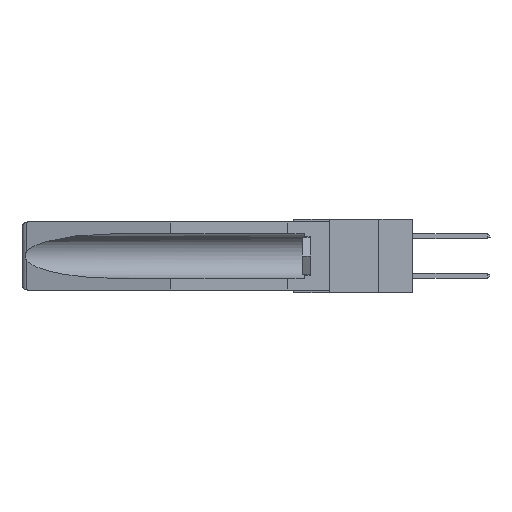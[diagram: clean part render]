
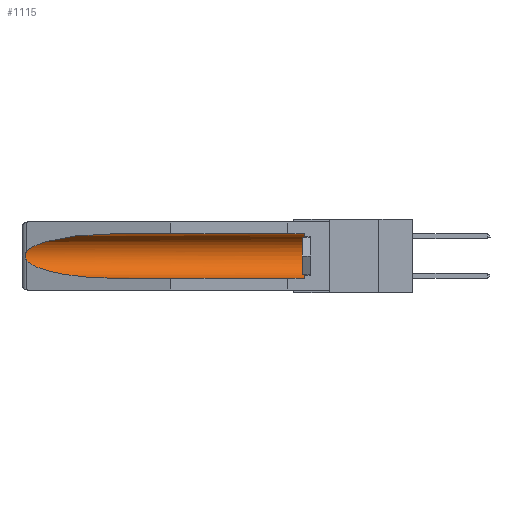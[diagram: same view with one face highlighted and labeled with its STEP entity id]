
A CAD part, left-side view. The second image highlights one B-rep face of the part: STEP entity #1115.
In plain terms, the highlighted cylindrical face has radius 2.857 mm (diameter 5.715 mm), a partial arc.
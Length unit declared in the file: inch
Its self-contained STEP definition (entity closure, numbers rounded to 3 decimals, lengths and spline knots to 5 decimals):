
#152 = EDGE_CURVE ( 'NONE', #10843, #5706, #1960, .T. ) ;
#347 = AXIS2_PLACEMENT_3D ( 'NONE', #4523, #15884, #6149 ) ;
#853 = CARTESIAN_POINT ( 'NONE',  ( 0.26654, 1.53092, -0.15636 ) ) ;
#855 = CARTESIAN_POINT ( 'NONE',  ( 0.155, 1.07973, -0.284 ) ) ;
#1047 = EDGE_CURVE ( 'NONE', #16469, #19515, #11710, .T. ) ;
#1115 = ADVANCED_FACE ( 'NONE', ( #20092 ), #15524, .F. ) ;
#1947 = CARTESIAN_POINT ( 'NONE',  ( 0.26537, 1.52718, -0.14972 ) ) ;
#1960 =( BOUNDED_CURVE ( )  B_SPLINE_CURVE ( 3, ( #6667, #11910, #10263, #8569 ),
 .UNSPECIFIED., .F., .F. ) 
 B_SPLINE_CURVE_WITH_KNOTS ( ( 4, 4 ),
 ( 0.1948, 1.5708 ),
 .UNSPECIFIED. ) 
 CURVE ( )  GEOMETRIC_REPRESENTATION_ITEM ( )  RATIONAL_B_SPLINE_CURVE ( ( 1., 0.848, 0.848, 1. ) ) 
 REPRESENTATION_ITEM ( '' )  );
#1999 = EDGE_CURVE ( 'NONE', #6716, #5706, #17759, .T. ) ;
#2023 = VERTEX_POINT ( 'NONE', #1947 ) ;
#2107 = DIRECTION ( 'NONE',  ( 0., -1., 0. ) ) ;
#2534 = CARTESIAN_POINT ( 'NONE',  ( 0.155, 1.07973, -0.059 ) ) ;
#2540 = EDGE_CURVE ( 'NONE', #2023, #10843, #11697, .T. ) ;
#2610 = CARTESIAN_POINT ( 'NONE',  ( 0.25451, 1.48313, -0.09465 ) ) ;
#2730 = CARTESIAN_POINT ( 'NONE',  ( 0.26597, 1.5296, -0.19026 ) ) ;
#4271 = EDGE_CURVE ( 'NONE', #6716, #16469, #8669, .T. ) ;
#4523 = CARTESIAN_POINT ( 'NONE',  ( 0.155, -0.30754, -0.1715 ) ) ;
#5282 = DIRECTION ( 'NONE',  ( 0., 0., 1. ) ) ;
#5569 = CARTESIAN_POINT ( 'NONE',  ( 0.155, 0.126, -0.284 ) ) ;
#5591 = VECTOR ( 'NONE', #19378, 39.37008 ) ;
#5659 = CARTESIAN_POINT ( 'NONE',  ( 0.26537, 1.52718, -0.14972 ) ) ;
#5706 = VERTEX_POINT ( 'NONE', #855 ) ;
#5724 = CARTESIAN_POINT ( 'NONE',  ( 0.26597, 1.52961, -0.15275 ) ) ;
#6149 = DIRECTION ( 'NONE',  ( 0., 0., 1. ) ) ;
#6187 = EDGE_LOOP ( 'NONE', ( #11205, #20700, #14360, #19292, #15061, #7943 ) ) ;
#6283 = CARTESIAN_POINT ( 'NONE',  ( 0.155, -0.30754, -0.059 ) ) ;
#6667 = CARTESIAN_POINT ( 'NONE',  ( 0.26537, 1.52718, -0.19328 ) ) ;
#6716 = VERTEX_POINT ( 'NONE', #5569 ) ;
#7024 = CARTESIAN_POINT ( 'NONE',  ( 0.155, 0.126, -0.059 ) ) ;
#7052 = CARTESIAN_POINT ( 'NONE',  ( 0.2675, 1.53308, -0.16763 ) ) ;
#7943 = ORIENTED_EDGE ( 'NONE', *, *, #1047, .T. ) ;
#8163 = VECTOR ( 'NONE', #9482, 39.37008 ) ;
#8569 = CARTESIAN_POINT ( 'NONE',  ( 0.155, 1.07973, -0.284 ) ) ;
#8669 = CIRCLE ( 'NONE', #14192, 0.1125 ) ;
#9482 = DIRECTION ( 'NONE',  ( 0., 1., 0. ) ) ;
#10263 = CARTESIAN_POINT ( 'NONE',  ( 0.21114, 1.30732, -0.284 ) ) ;
#10653 = CARTESIAN_POINT ( 'NONE',  ( 0.21114, 1.30732, -0.059 ) ) ;
#10843 = VERTEX_POINT ( 'NONE', #11200 ) ;
#11200 = CARTESIAN_POINT ( 'NONE',  ( 0.26537, 1.52718, -0.19328 ) ) ;
#11205 = ORIENTED_EDGE ( 'NONE', *, *, #14953, .T. ) ;
#11576 = CARTESIAN_POINT ( 'NONE',  ( 0.155, -0.30754, -0.284 ) ) ;
#11697 = B_SPLINE_CURVE_WITH_KNOTS ( 'NONE', 3,
 ( #5659, #5724, #853, #16800, #7052, #15359, #12561, #19012, #2730, #14106 ),
 .UNSPECIFIED., .F., .F.,
 ( 4, 2, 2, 2, 4 ),
 ( 0., 0.00029, 0.00058, 0.00087, 0.00117 ),
 .UNSPECIFIED. ) ;
#11710 = LINE ( 'NONE', #6283, #8163 ) ;
#11910 = CARTESIAN_POINT ( 'NONE',  ( 0.25451, 1.48313, -0.24835 ) ) ;
#12561 = CARTESIAN_POINT ( 'NONE',  ( 0.2673, 1.53269, -0.17917 ) ) ;
#13490 = CARTESIAN_POINT ( 'NONE',  ( 0.155, 0.126, -0.1715 ) ) ;
#14106 = CARTESIAN_POINT ( 'NONE',  ( 0.26537, 1.52718, -0.19328 ) ) ;
#14192 = AXIS2_PLACEMENT_3D ( 'NONE', #13490, #2107, #5282 ) ;
#14360 = ORIENTED_EDGE ( 'NONE', *, *, #152, .T. ) ;
#14953 = EDGE_CURVE ( 'NONE', #19515, #2023, #19494, .T. ) ;
#15061 = ORIENTED_EDGE ( 'NONE', *, *, #4271, .T. ) ;
#15359 = CARTESIAN_POINT ( 'NONE',  ( 0.2675, 1.53308, -0.17534 ) ) ;
#15524 = CYLINDRICAL_SURFACE ( 'NONE', #347, 0.1125 ) ;
#15884 = DIRECTION ( 'NONE',  ( 0., 1., 0. ) ) ;
#16469 = VERTEX_POINT ( 'NONE', #7024 ) ;
#16800 = CARTESIAN_POINT ( 'NONE',  ( 0.2673, 1.5327, -0.16383 ) ) ;
#17197 = CARTESIAN_POINT ( 'NONE',  ( 0.26537, 1.52718, -0.14972 ) ) ;
#17759 = LINE ( 'NONE', #11576, #5591 ) ;
#19012 = CARTESIAN_POINT ( 'NONE',  ( 0.26655, 1.53094, -0.18657 ) ) ;
#19292 = ORIENTED_EDGE ( 'NONE', *, *, #1999, .F. ) ;
#19378 = DIRECTION ( 'NONE',  ( 0., 1., 0. ) ) ;
#19494 =( BOUNDED_CURVE ( )  B_SPLINE_CURVE ( 3, ( #2534, #10653, #2610, #17197 ),
 .UNSPECIFIED., .F., .T. ) 
 B_SPLINE_CURVE_WITH_KNOTS ( ( 4, 4 ),
 ( 4.71239, 6.08839 ),
 .UNSPECIFIED. ) 
 CURVE ( )  GEOMETRIC_REPRESENTATION_ITEM ( )  RATIONAL_B_SPLINE_CURVE ( ( 1., 0.848, 0.848, 1. ) ) 
 REPRESENTATION_ITEM ( '' )  );
#19515 = VERTEX_POINT ( 'NONE', #20544 ) ;
#20092 = FACE_OUTER_BOUND ( 'NONE', #6187, .T. ) ;
#20544 = CARTESIAN_POINT ( 'NONE',  ( 0.155, 1.07973, -0.059 ) ) ;
#20700 = ORIENTED_EDGE ( 'NONE', *, *, #2540, .T. ) ;
